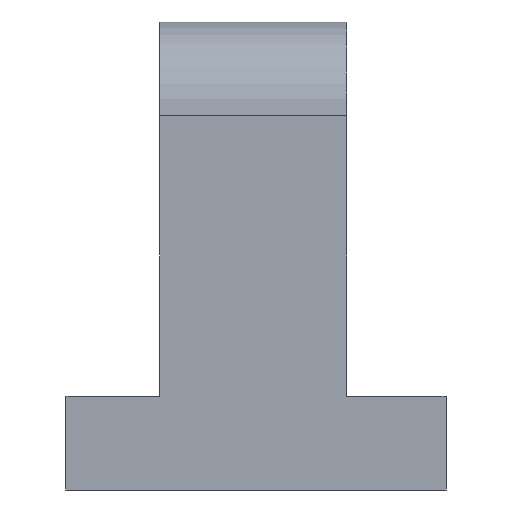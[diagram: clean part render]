
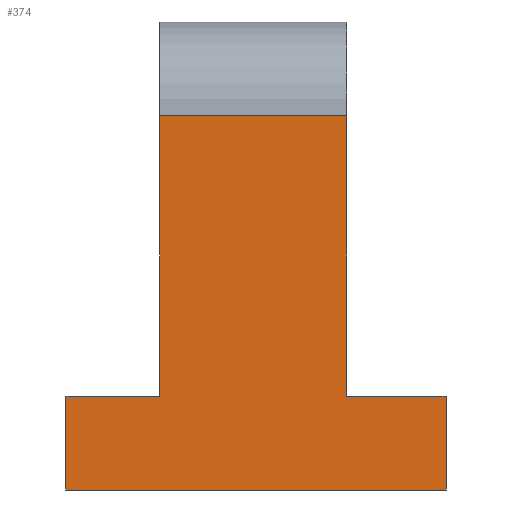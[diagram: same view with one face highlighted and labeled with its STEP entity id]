
A CAD part, left-side view. The second image highlights one B-rep face of the part: STEP entity #374.
In plain terms, the highlighted planar face has unit normal (-1, 0, 0).
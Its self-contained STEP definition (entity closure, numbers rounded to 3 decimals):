
#24=PLANE('',#414);
#42=FACE_OUTER_BOUND('',#60,.T.);
#60=EDGE_LOOP('',(#329,#330,#331,#332,#333,#334,#335,#336));
#79=LINE('',#565,#124);
#87=LINE('',#581,#132);
#95=LINE('',#596,#140);
#98=LINE('',#602,#143);
#99=LINE('',#604,#144);
#102=LINE('',#610,#147);
#103=LINE('',#612,#148);
#104=LINE('',#613,#149);
#124=VECTOR('',#461,10.);
#132=VECTOR('',#475,10.);
#140=VECTOR('',#491,10.);
#143=VECTOR('',#496,10.);
#144=VECTOR('',#497,10.);
#147=VECTOR('',#502,10.);
#148=VECTOR('',#503,10.);
#149=VECTOR('',#504,10.);
#180=VERTEX_POINT('',#562);
#181=VERTEX_POINT('',#564);
#186=VERTEX_POINT('',#579);
#189=VERTEX_POINT('',#594);
#191=VERTEX_POINT('',#600);
#192=VERTEX_POINT('',#603);
#194=VERTEX_POINT('',#609);
#195=VERTEX_POINT('',#611);
#219=EDGE_CURVE('',#181,#180,#79,.T.);
#228=EDGE_CURVE('',#186,#180,#87,.T.);
#236=EDGE_CURVE('',#189,#186,#95,.T.);
#239=EDGE_CURVE('',#191,#189,#98,.T.);
#240=EDGE_CURVE('',#181,#192,#99,.T.);
#243=EDGE_CURVE('',#194,#191,#102,.T.);
#244=EDGE_CURVE('',#195,#194,#103,.T.);
#245=EDGE_CURVE('',#195,#192,#104,.T.);
#329=ORIENTED_EDGE('',*,*,#228,.F.);
#330=ORIENTED_EDGE('',*,*,#236,.F.);
#331=ORIENTED_EDGE('',*,*,#239,.F.);
#332=ORIENTED_EDGE('',*,*,#243,.F.);
#333=ORIENTED_EDGE('',*,*,#244,.F.);
#334=ORIENTED_EDGE('',*,*,#245,.T.);
#335=ORIENTED_EDGE('',*,*,#240,.F.);
#336=ORIENTED_EDGE('',*,*,#219,.T.);
#374=ADVANCED_FACE('',(#42),#24,.T.);
#414=AXIS2_PLACEMENT_3D('',#608,#500,#501);
#461=DIRECTION('',(0.,0.,1.));
#475=DIRECTION('',(0.,-1.,0.));
#491=DIRECTION('',(0.,0.,1.));
#496=DIRECTION('',(0.,-1.,0.));
#497=DIRECTION('',(0.,-1.,0.));
#500=DIRECTION('center_axis',(-1.,0.,0.));
#501=DIRECTION('ref_axis',(0.,-1.,0.));
#502=DIRECTION('',(0.,0.,1.));
#503=DIRECTION('',(0.,1.,0.));
#504=DIRECTION('',(0.,0.,1.));
#562=CARTESIAN_POINT('',(0.,-1.5,2.));
#564=CARTESIAN_POINT('',(0.,-1.5,0.5));
#565=CARTESIAN_POINT('',(0.,-1.5,0.5));
#579=CARTESIAN_POINT('',(0.,-0.5,2.));
#581=CARTESIAN_POINT('',(0.,-0.502,2.));
#594=CARTESIAN_POINT('',(0.,-0.5,0.5));
#596=CARTESIAN_POINT('',(0.,-0.5,0.5));
#600=CARTESIAN_POINT('',(0.,0.,0.5));
#602=CARTESIAN_POINT('',(0.,-2.03,0.5));
#603=CARTESIAN_POINT('',(0.,-2.03,0.5));
#604=CARTESIAN_POINT('',(0.,-2.03,0.5));
#608=CARTESIAN_POINT('Origin',(0.,0.,0.));
#609=CARTESIAN_POINT('',(0.,0.,0.));
#610=CARTESIAN_POINT('',(0.,0.,0.));
#611=CARTESIAN_POINT('',(0.,-2.03,0.));
#612=CARTESIAN_POINT('',(0.,-2.03,0.));
#613=CARTESIAN_POINT('',(0.,-2.03,0.));
